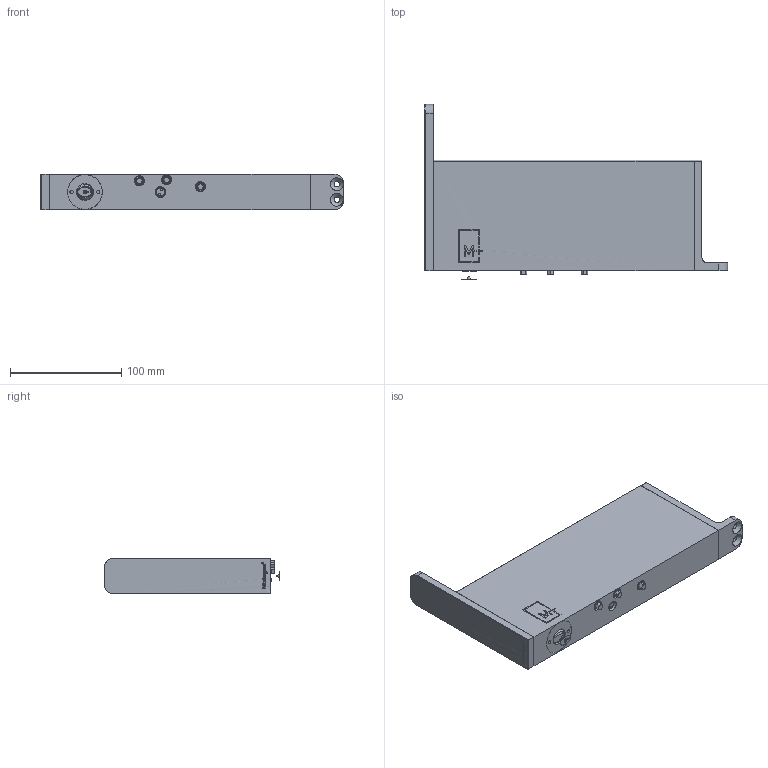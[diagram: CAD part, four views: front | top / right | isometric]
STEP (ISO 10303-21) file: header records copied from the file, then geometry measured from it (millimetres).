
FILE_DESCRIPTION (( 'STEP AP214' ), '1' );
FILE_NAME ('000564-A-Assembly System M32+with coverplate.STEP', '2022-02-21T13:52:40', ( '' ), ( '' ), 'SwSTEP 2.0', 'SolidWorks 2021', '' );
FILE_SCHEMA (( 'AUTOMOTIVE_DESIGN' ));
Length unit declared in the file: millimetre
Products named in the file (1): 000564-A-Assembly System M32+with coverplate
Bounding box: 272.7 x 157.93 x 32 mm (x, y, z)
Surface area: 93378.8 mm2 (no closed solid volume)
Topology: 0 solids, 21 shells, 309 faces, 997 edges, 752 vertices
Faces by surface type: plane 172, cylinder 66, cone 38, bspline 25, torus 8
Full cylindrical faces by diameter (mm): 2 x6, 2.055 x1, 2.453 x1, 3 x2, 4 x1, 5 x4, 6 x3, 7.85 x1, 8 x5, 10 x2, 11 x1, 11.4 x2, 15 x1, 15.2 x1, 31.4 x1
Entity records: 18901 total; most frequent: CARTESIAN_POINT 11658, ORIENTED_EDGE 1744, EDGE_CURVE 923, B_SPLINE_CURVE_WITH_KNOTS 905, VERTEX_POINT 744, DIRECTION 570, EDGE_LOOP 451, FACE_OUTER_BOUND 350
